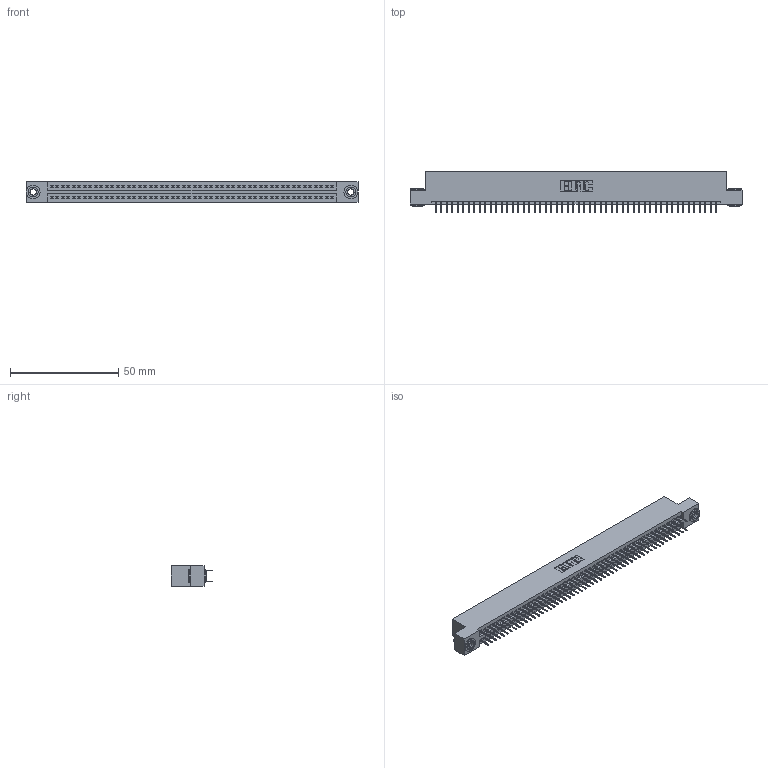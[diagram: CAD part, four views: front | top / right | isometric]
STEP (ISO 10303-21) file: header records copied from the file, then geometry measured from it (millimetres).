
FILE_DESCRIPTION (( 'STEP AP203' ), '1' );
FILE_NAME ('395-104-524-203.STEP', '2019-10-26T20:33:21', ( '' ), ( '' ), 'SwSTEP 2.0', 'SolidWorks 2016', '' );
FILE_SCHEMA (( 'CONFIG_CONTROL_DESIGN' ));
Length unit declared in the file: inch
Products named in the file (4): 345 Part_Flush Mounting Lugs - 0.156 Dia-TH; 345-292-001_345-293-124; 345-250-002_345-250-002-102; 395-104-524-203
Assembly tree (107 placements, depth 2):
  395-104-524-203
    345 Part_Flush Mounting Lugs - 0.156 Dia-TH
    345-292-001_345-293-124  x104
    345-250-002_345-250-002-102  x2
Bounding box: 153.29 x 19.35 x 9.4 mm (x, y, z)
Volume: 14845.5 mm3; surface area: 21927.2 mm2
Topology: 107 solids, 107 shells, 5780 faces, 16329 edges, 10466 vertices
Faces by surface type: plane 4146, cylinder 1626, cone 8
Entity records: 40178 total; most frequent: CARTESIAN_POINT 6699, ORIENTED_EDGE 6626, DIRECTION 5927, EDGE_CURVE 3313, LINE 2953, VECTOR 2953, VERTEX_POINT 2202, AXIS2_PLACEMENT_3D 1487
